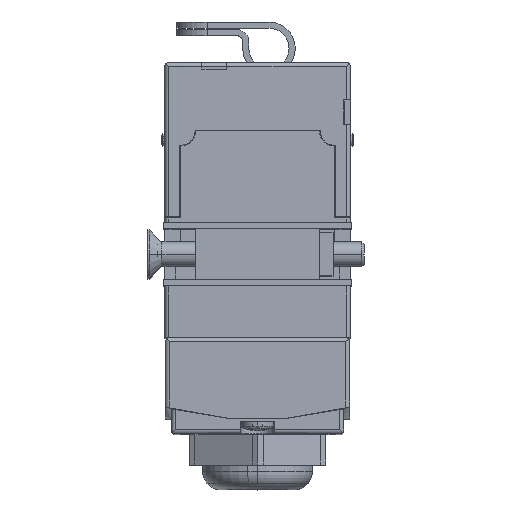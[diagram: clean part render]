
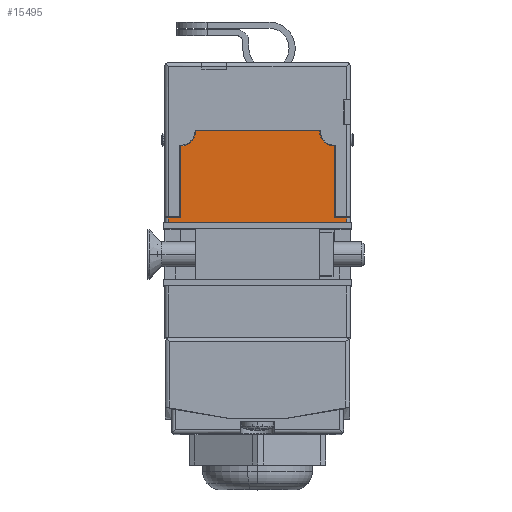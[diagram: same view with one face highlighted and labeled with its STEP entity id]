
A CAD part, top view. The second image highlights one B-rep face of the part: STEP entity #15495.
In plain terms, the highlighted face is planar.
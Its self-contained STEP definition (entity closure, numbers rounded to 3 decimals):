
#30 = VECTOR ( 'NONE', #14518, 1000. ) ;
#277 = FACE_OUTER_BOUND ( 'NONE', #7152, .T. ) ;
#380 = VECTOR ( 'NONE', #12026, 1000. ) ;
#778 = CARTESIAN_POINT ( 'NONE',  ( -53.003, -14.4, 58.1 ) ) ;
#879 = ORIENTED_EDGE ( 'NONE', *, *, #24311, .T. ) ;
#1097 = CARTESIAN_POINT ( 'NONE',  ( -53.003, 14.4, 58.1 ) ) ;
#1505 = LINE ( 'NONE', #15802, #22152 ) ;
#1506 = DIRECTION ( 'NONE',  ( 0., 0., 1. ) ) ;
#1670 = EDGE_CURVE ( 'NONE', #7930, #30154, #10348, .T. ) ;
#2015 = ORIENTED_EDGE ( 'NONE', *, *, #5568, .T. ) ;
#2213 = DIRECTION ( 'NONE',  ( 0., -1., 0. ) ) ;
#2753 = DIRECTION ( 'NONE',  ( 0., 0., -1. ) ) ;
#2991 = PLANE ( 'NONE',  #11954 ) ;
#3338 = VERTEX_POINT ( 'NONE', #27225 ) ;
#3360 = EDGE_CURVE ( 'NONE', #16326, #8918, #23094, .T. ) ;
#4419 = VERTEX_POINT ( 'NONE', #778 ) ;
#4515 = DIRECTION ( 'NONE',  ( 0., 0., -1. ) ) ;
#4543 = CARTESIAN_POINT ( 'NONE',  ( -53.003, 0., 58.1 ) ) ;
#4558 = CARTESIAN_POINT ( 'NONE',  ( -53.003, 0., 59.1 ) ) ;
#5039 = EDGE_CURVE ( 'NONE', #19317, #16326, #14727, .T. ) ;
#5568 = EDGE_CURVE ( 'NONE', #12312, #8042, #16859, .T. ) ;
#5600 = LINE ( 'NONE', #16367, #7823 ) ;
#6225 = LINE ( 'NONE', #4543, #30529 ) ;
#6282 = DIRECTION ( 'NONE',  ( 0., 0., 1. ) ) ;
#6843 = VECTOR ( 'NONE', #13428, 1000. ) ;
#6893 = VERTEX_POINT ( 'NONE', #12735 ) ;
#7152 = EDGE_LOOP ( 'NONE', ( #19399, #12898, #7429, #879, #2015, #24099, #15249, #25341, #29786, #14614, #19885, #19855, #17580, #29689 ) ) ;
#7429 = ORIENTED_EDGE ( 'NONE', *, *, #28178, .T. ) ;
#7780 = VERTEX_POINT ( 'NONE', #9814 ) ;
#7823 = VECTOR ( 'NONE', #2213, 1000. ) ;
#7930 = VERTEX_POINT ( 'NONE', #24138 ) ;
#8042 = VERTEX_POINT ( 'NONE', #8363 ) ;
#8097 = LINE ( 'NONE', #18915, #380 ) ;
#8363 = CARTESIAN_POINT ( 'NONE',  ( -53.003, -12.5, 58.9 ) ) ;
#8470 = DIRECTION ( 'NONE',  ( 0., 0., 1. ) ) ;
#8918 = VERTEX_POINT ( 'NONE', #28126 ) ;
#8973 = CARTESIAN_POINT ( 'NONE',  ( -53.003, 0., 39.5 ) ) ;
#9107 = DIRECTION ( 'NONE',  ( 0., -1., 0. ) ) ;
#9814 = CARTESIAN_POINT ( 'NONE',  ( -53.003, 12.5, 59.1 ) ) ;
#9963 = CIRCLE ( 'NONE', #19921, 2.501 ) ;
#10124 = VECTOR ( 'NONE', #2753, 1000. ) ;
#10348 = LINE ( 'NONE', #28999, #30 ) ;
#10549 = DIRECTION ( 'NONE',  ( 0., 0., -1. ) ) ;
#11482 = DIRECTION ( 'NONE',  ( 0., 1., 0. ) ) ;
#11683 = DIRECTION ( 'NONE',  ( 1., 0., 0. ) ) ;
#11742 = EDGE_CURVE ( 'NONE', #8918, #6893, #9963, .T. ) ;
#11954 = AXIS2_PLACEMENT_3D ( 'NONE', #8973, #17972, #6282 ) ;
#12026 = DIRECTION ( 'NONE',  ( 0., 1., 0. ) ) ;
#12068 = EDGE_CURVE ( 'NONE', #6893, #15764, #8097, .T. ) ;
#12312 = VERTEX_POINT ( 'NONE', #12826 ) ;
#12735 = CARTESIAN_POINT ( 'NONE',  ( -53.003, -10., 73. ) ) ;
#12826 = CARTESIAN_POINT ( 'NONE',  ( -53.003, -14.4, 58.9 ) ) ;
#12898 = ORIENTED_EDGE ( 'NONE', *, *, #20836, .F. ) ;
#12980 = VECTOR ( 'NONE', #10549, 1000. ) ;
#13097 = LINE ( 'NONE', #18964, #10124 ) ;
#13428 = DIRECTION ( 'NONE',  ( 0., 0., 1. ) ) ;
#14225 = CARTESIAN_POINT ( 'NONE',  ( -53.003, -12.501, 59.1 ) ) ;
#14289 = VECTOR ( 'NONE', #11482, 1000. ) ;
#14518 = DIRECTION ( 'NONE',  ( 0., 1., 0. ) ) ;
#14614 = ORIENTED_EDGE ( 'NONE', *, *, #12068, .T. ) ;
#14727 = LINE ( 'NONE', #4558, #30497 ) ;
#14866 = LINE ( 'NONE', #15658, #25901 ) ;
#15110 = VERTEX_POINT ( 'NONE', #1097 ) ;
#15249 = ORIENTED_EDGE ( 'NONE', *, *, #5039, .T. ) ;
#15495 = ADVANCED_FACE ( 'NONE', ( #277 ), #2991, .T. ) ;
#15658 = CARTESIAN_POINT ( 'NONE',  ( -53.003, -12.5, 39.5 ) ) ;
#15764 = VERTEX_POINT ( 'NONE', #28517 ) ;
#15802 = CARTESIAN_POINT ( 'NONE',  ( -53.003, -14.4, 39.5 ) ) ;
#15922 = CARTESIAN_POINT ( 'NONE',  ( -53.003, -12.501, 73. ) ) ;
#16251 = CARTESIAN_POINT ( 'NONE',  ( -53.003, -12.5, 59.1 ) ) ;
#16326 = VERTEX_POINT ( 'NONE', #14225 ) ;
#16367 = CARTESIAN_POINT ( 'NONE',  ( -53.003, 0., 59.1 ) ) ;
#16378 = AXIS2_PLACEMENT_3D ( 'NONE', #25786, #11683, #4515 ) ;
#16859 = LINE ( 'NONE', #23306, #14289 ) ;
#17580 = ORIENTED_EDGE ( 'NONE', *, *, #19145, .T. ) ;
#17972 = DIRECTION ( 'NONE',  ( -1., 0., 0. ) ) ;
#18573 = CARTESIAN_POINT ( 'NONE',  ( -53.003, -12.501, 59.099 ) ) ;
#18837 = VECTOR ( 'NONE', #26379, 1000. ) ;
#18915 = CARTESIAN_POINT ( 'NONE',  ( -53.003, -10., 73. ) ) ;
#18964 = CARTESIAN_POINT ( 'NONE',  ( -53.003, 12.5, 39.5 ) ) ;
#19122 = EDGE_CURVE ( 'NONE', #8042, #19317, #14866, .T. ) ;
#19145 = EDGE_CURVE ( 'NONE', #23255, #7780, #5600, .T. ) ;
#19317 = VERTEX_POINT ( 'NONE', #16251 ) ;
#19399 = ORIENTED_EDGE ( 'NONE', *, *, #1670, .T. ) ;
#19855 = ORIENTED_EDGE ( 'NONE', *, *, #27585, .T. ) ;
#19885 = ORIENTED_EDGE ( 'NONE', *, *, #28719, .T. ) ;
#19921 = AXIS2_PLACEMENT_3D ( 'NONE', #15922, #27268, #20560 ) ;
#20560 = DIRECTION ( 'NONE',  ( 0., 0., -1. ) ) ;
#20836 = EDGE_CURVE ( 'NONE', #15110, #30154, #27321, .T. ) ;
#21074 = CARTESIAN_POINT ( 'NONE',  ( -53.003, 14.4, 58.9 ) ) ;
#22066 = CIRCLE ( 'NONE', #16378, 2.501 ) ;
#22152 = VECTOR ( 'NONE', #8470, 1000. ) ;
#22880 = CARTESIAN_POINT ( 'NONE',  ( -53.003, 12.501, 59.1 ) ) ;
#23094 = LINE ( 'NONE', #18573, #6843 ) ;
#23255 = VERTEX_POINT ( 'NONE', #22880 ) ;
#23306 = CARTESIAN_POINT ( 'NONE',  ( -53.003, -15., 58.9 ) ) ;
#23440 = EDGE_CURVE ( 'NONE', #7780, #7930, #13097, .T. ) ;
#24099 = ORIENTED_EDGE ( 'NONE', *, *, #19122, .T. ) ;
#24138 = CARTESIAN_POINT ( 'NONE',  ( -53.003, 12.5, 58.9 ) ) ;
#24311 = EDGE_CURVE ( 'NONE', #4419, #12312, #1505, .T. ) ;
#24848 = CARTESIAN_POINT ( 'NONE',  ( -53.003, 12.501, 70.499 ) ) ;
#25341 = ORIENTED_EDGE ( 'NONE', *, *, #3360, .T. ) ;
#25502 = LINE ( 'NONE', #24848, #12980 ) ;
#25786 = CARTESIAN_POINT ( 'NONE',  ( -53.003, 12.501, 73. ) ) ;
#25901 = VECTOR ( 'NONE', #1506, 1000. ) ;
#26379 = DIRECTION ( 'NONE',  ( 0., 0., 1. ) ) ;
#26676 = CARTESIAN_POINT ( 'NONE',  ( -53.003, 14.4, 39.5 ) ) ;
#27225 = CARTESIAN_POINT ( 'NONE',  ( -53.003, 12.501, 70.499 ) ) ;
#27268 = DIRECTION ( 'NONE',  ( 1., 0., 0. ) ) ;
#27321 = LINE ( 'NONE', #26676, #18837 ) ;
#27585 = EDGE_CURVE ( 'NONE', #3338, #23255, #25502, .T. ) ;
#28126 = CARTESIAN_POINT ( 'NONE',  ( -53.003, -12.501, 70.499 ) ) ;
#28178 = EDGE_CURVE ( 'NONE', #15110, #4419, #6225, .T. ) ;
#28517 = CARTESIAN_POINT ( 'NONE',  ( -53.003, 10., 73. ) ) ;
#28719 = EDGE_CURVE ( 'NONE', #15764, #3338, #22066, .T. ) ;
#28999 = CARTESIAN_POINT ( 'NONE',  ( -53.003, 15., 58.9 ) ) ;
#29689 = ORIENTED_EDGE ( 'NONE', *, *, #23440, .T. ) ;
#29786 = ORIENTED_EDGE ( 'NONE', *, *, #11742, .T. ) ;
#30017 = DIRECTION ( 'NONE',  ( 0., -1., 0. ) ) ;
#30154 = VERTEX_POINT ( 'NONE', #21074 ) ;
#30497 = VECTOR ( 'NONE', #30017, 1000. ) ;
#30529 = VECTOR ( 'NONE', #9107, 1000. ) ;
